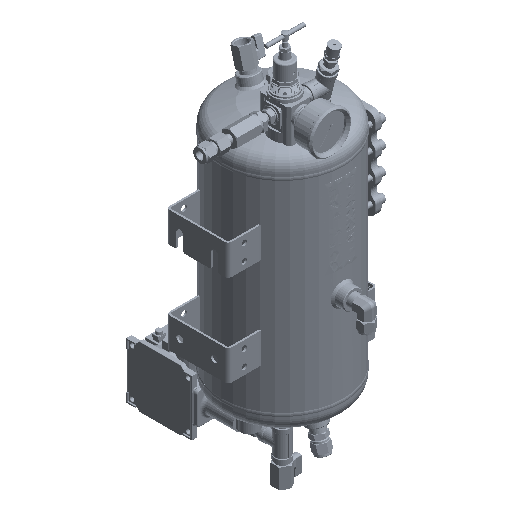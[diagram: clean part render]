
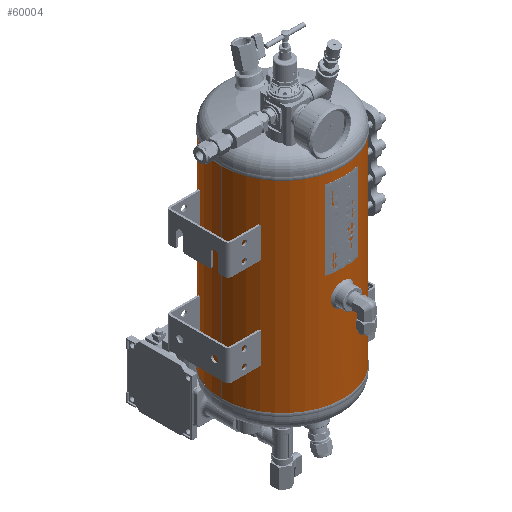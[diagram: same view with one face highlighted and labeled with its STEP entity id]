
A CAD part, isometric view. The second image highlights one B-rep face of the part: STEP entity #60004.
In plain terms, the highlighted cylindrical face has radius 100 mm (diameter 200 mm), a partial arc.
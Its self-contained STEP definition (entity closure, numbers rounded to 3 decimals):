
#3685=LINE('',#98060,#7414);
#3686=LINE('',#98065,#7415);
#3687=LINE('',#98069,#7416);
#3688=LINE('',#98073,#7417);
#7414=VECTOR('',#81298,1000.);
#7415=VECTOR('',#81301,1000.);
#7416=VECTOR('',#81304,1000.);
#7417=VECTOR('',#81307,1000.);
#11143=CIRCLE('',#74815,100.);
#11144=CIRCLE('',#74816,100.);
#11145=CIRCLE('',#74817,100.);
#11146=CIRCLE('',#74818,100.);
#13597=ORIENTED_EDGE('',*,*,#31735,.T.);
#13598=ORIENTED_EDGE('',*,*,#31736,.T.);
#13599=ORIENTED_EDGE('',*,*,#31737,.T.);
#13600=ORIENTED_EDGE('',*,*,#31738,.F.);
#13601=ORIENTED_EDGE('',*,*,#31739,.F.);
#13602=ORIENTED_EDGE('',*,*,#31740,.F.);
#13603=ORIENTED_EDGE('',*,*,#31741,.F.);
#13604=ORIENTED_EDGE('',*,*,#31742,.T.);
#13605=ORIENTED_EDGE('',*,*,#31743,.T.);
#13606=ORIENTED_EDGE('',*,*,#31744,.F.);
#13607=ORIENTED_EDGE('',*,*,#31745,.F.);
#31735=EDGE_CURVE('',#40804,#40804,#46977,.T.);
#31736=EDGE_CURVE('',#40805,#40805,#46978,.T.);
#31737=EDGE_CURVE('',#40806,#40806,#46979,.T.);
#31738=EDGE_CURVE('',#40807,#40808,#3685,.T.);
#31739=EDGE_CURVE('',#40809,#40807,#11143,.T.);
#31740=EDGE_CURVE('',#40810,#40809,#3686,.F.);
#31741=EDGE_CURVE('',#40811,#40810,#11144,.T.);
#31742=EDGE_CURVE('',#40811,#40812,#3687,.T.);
#31743=EDGE_CURVE('',#40812,#40813,#11145,.T.);
#31744=EDGE_CURVE('',#40814,#40813,#3688,.T.);
#31745=EDGE_CURVE('',#40808,#40814,#11146,.T.);
#40804=VERTEX_POINT('',#98035);
#40805=VERTEX_POINT('',#98047);
#40806=VERTEX_POINT('',#98059);
#40807=VERTEX_POINT('',#98061);
#40808=VERTEX_POINT('',#98062);
#40809=VERTEX_POINT('',#98064);
#40810=VERTEX_POINT('',#98066);
#40811=VERTEX_POINT('',#98068);
#40812=VERTEX_POINT('',#98070);
#40813=VERTEX_POINT('',#98072);
#40814=VERTEX_POINT('',#98074);
#46977=B_SPLINE_CURVE_WITH_KNOTS('',3,(#98016,#98017,#98018,#98019,#98020,
#98021,#98022,#98023,#98024,#98025,#98026,#98027,#98028,#98029,#98030,#98031,
#98032,#98033,#98034),.UNSPECIFIED.,.T.,.F.,(1,1,1,1,1,1,1,1,1,1,1,1,1,
1,1,1,1,1,1,1,1,1,1),(-0.018,-0.012,-0.006,
0.,0.006,0.012,0.018,0.023,
0.029,0.035,0.041,0.047,
0.053,0.059,0.065,0.07,
0.076,0.082,0.088,0.094,
0.1,0.106,0.112),.UNSPECIFIED.);
#46978=B_SPLINE_CURVE_WITH_KNOTS('',3,(#98036,#98037,#98038,#98039,#98040,
#98041,#98042,#98043,#98044,#98045,#98046),.UNSPECIFIED.,.T.,.F.,(1,1,1,
1,1,1,1,1,1,1,1,1,1,1,1),(-0.012,-0.008,-0.004,
0.,0.004,0.008,0.012,
0.016,0.02,0.023,0.027,
0.031,0.035,0.039,0.043),
 .UNSPECIFIED.);
#46979=B_SPLINE_CURVE_WITH_KNOTS('',3,(#98048,#98049,#98050,#98051,#98052,
#98053,#98054,#98055,#98056,#98057,#98058),.UNSPECIFIED.,.T.,.F.,(1,1,1,
1,1,1,1,1,1,1,1,1,1,1,1),(-0.012,-0.008,-0.004,
0.,0.004,0.008,0.012,
0.016,0.02,0.023,0.027,
0.031,0.035,0.039,0.043),
 .UNSPECIFIED.);
#49424=EDGE_LOOP('',(#13597));
#49425=EDGE_LOOP('',(#13598));
#49426=EDGE_LOOP('',(#13599));
#49427=EDGE_LOOP('',(#13600,#13601,#13602,#13603,#13604,#13605,#13606,#13607));
#54199=FACE_BOUND('',#49424,.T.);
#54200=FACE_BOUND('',#49425,.T.);
#54201=FACE_BOUND('',#49426,.T.);
#54202=FACE_BOUND('',#49427,.T.);
#58974=CYLINDRICAL_SURFACE('',#74814,100.);
#60004=ADVANCED_FACE('',(#54199,#54200,#54201,#54202),#58974,.T.);
#74814=AXIS2_PLACEMENT_3D('',#98015,#81296,#81297);
#74815=AXIS2_PLACEMENT_3D('',#98063,#81299,#81300);
#74816=AXIS2_PLACEMENT_3D('',#98067,#81302,#81303);
#74817=AXIS2_PLACEMENT_3D('',#98071,#81305,#81306);
#74818=AXIS2_PLACEMENT_3D('',#98075,#81308,#81309);
#81296=DIRECTION('',(0.,-1.,0.));
#81297=DIRECTION('',(0.,0.,-1.));
#81298=DIRECTION('',(0.,-1.,0.));
#81299=DIRECTION('',(0.,1.,0.));
#81300=DIRECTION('',(1.,0.,0.));
#81301=DIRECTION('',(0.,-1.,0.));
#81302=DIRECTION('',(0.,-1.,0.));
#81303=DIRECTION('',(1.,0.,0.));
#81304=DIRECTION('',(0.,-1.,0.));
#81305=DIRECTION('',(0.,1.,0.));
#81306=DIRECTION('',(1.,0.,0.));
#81307=DIRECTION('',(0.,-1.,0.));
#81308=DIRECTION('',(0.,-1.,0.));
#81309=DIRECTION('',(1.,0.,0.));
#98015=CARTESIAN_POINT('',(0.,330.,0.));
#98016=CARTESIAN_POINT('',(-98.994,187.429,14.208));
#98017=CARTESIAN_POINT('',(-98.806,181.503,15.395));
#98018=CARTESIAN_POINT('',(-98.993,175.608,14.214));
#98019=CARTESIAN_POINT('',(-99.436,170.625,10.88));
#98020=CARTESIAN_POINT('',(-99.878,167.295,5.9));
#98021=CARTESIAN_POINT('',(-100.061,166.117,0.009));
#98022=CARTESIAN_POINT('',(-99.879,167.288,-5.887));
#98023=CARTESIAN_POINT('',(-99.437,170.623,-10.879));
#98024=CARTESIAN_POINT('',(-98.992,175.61,-14.215));
#98025=CARTESIAN_POINT('',(-98.807,181.503,-15.391));
#98026=CARTESIAN_POINT('',(-98.992,187.396,-14.219));
#98027=CARTESIAN_POINT('',(-99.435,192.379,-10.892));
#98028=CARTESIAN_POINT('',(-99.877,195.718,-5.914));
#98029=CARTESIAN_POINT('',(-100.061,196.901,-0.013));
#98030=CARTESIAN_POINT('',(-99.878,195.728,5.889));
#98031=CARTESIAN_POINT('',(-99.437,192.395,10.874));
#98032=CARTESIAN_POINT('',(-98.994,187.429,14.208));
#98033=CARTESIAN_POINT('',(-98.806,181.503,15.395));
#98034=CARTESIAN_POINT('',(-98.993,175.608,14.214));
#98035=CARTESIAN_POINT('',(-98.869,181.508,15.));
#98036=CARTESIAN_POINT('',(3.922,158.915,-99.937));
#98037=CARTESIAN_POINT('',(-0.001,160.542,-100.031));
#98038=CARTESIAN_POINT('',(-3.918,158.916,-99.937));
#98039=CARTESIAN_POINT('',(-5.54,155.004,-99.844));
#98040=CARTESIAN_POINT('',(-3.921,151.083,-99.937));
#98041=CARTESIAN_POINT('',(-0.001,149.46,-100.031));
#98042=CARTESIAN_POINT('',(3.913,151.078,-99.938));
#98043=CARTESIAN_POINT('',(5.541,154.994,-99.844));
#98044=CARTESIAN_POINT('',(3.922,158.915,-99.937));
#98045=CARTESIAN_POINT('',(-0.001,160.542,-100.031));
#98046=CARTESIAN_POINT('',(-3.918,158.916,-99.937));
#98047=CARTESIAN_POINT('',(0.,160.,-100.));
#98048=CARTESIAN_POINT('',(3.922,48.915,-99.937));
#98049=CARTESIAN_POINT('',(-0.001,50.542,-100.031));
#98050=CARTESIAN_POINT('',(-3.918,48.916,-99.937));
#98051=CARTESIAN_POINT('',(-5.54,45.004,-99.844));
#98052=CARTESIAN_POINT('',(-3.921,41.083,-99.937));
#98053=CARTESIAN_POINT('',(-0.001,39.46,-100.031));
#98054=CARTESIAN_POINT('',(3.913,41.078,-99.938));
#98055=CARTESIAN_POINT('',(5.541,44.994,-99.844));
#98056=CARTESIAN_POINT('',(3.922,48.915,-99.937));
#98057=CARTESIAN_POINT('',(-0.001,50.542,-100.031));
#98058=CARTESIAN_POINT('',(-3.918,48.916,-99.937));
#98059=CARTESIAN_POINT('',(0.,50.,-100.));
#98060=CARTESIAN_POINT('',(-0.241,165.,100.));
#98061=CARTESIAN_POINT('',(-0.241,330.,100.));
#98062=CARTESIAN_POINT('',(-0.241,265.,100.));
#98063=CARTESIAN_POINT('',(0.,330.,0.));
#98064=CARTESIAN_POINT('',(0.241,330.,100.));
#98065=CARTESIAN_POINT('',(0.241,165.,100.));
#98066=CARTESIAN_POINT('',(0.241,265.,100.));
#98067=CARTESIAN_POINT('',(0.,265.,0.));
#98068=CARTESIAN_POINT('',(0.254,265.,100.));
#98069=CARTESIAN_POINT('',(0.254,265.,100.));
#98070=CARTESIAN_POINT('',(0.254,0.,100.));
#98071=CARTESIAN_POINT('',(0.,0.,0.));
#98072=CARTESIAN_POINT('',(-0.254,0.,100.));
#98073=CARTESIAN_POINT('',(-0.254,265.,100.));
#98074=CARTESIAN_POINT('',(-0.254,265.,100.));
#98075=CARTESIAN_POINT('',(0.,265.,0.));
